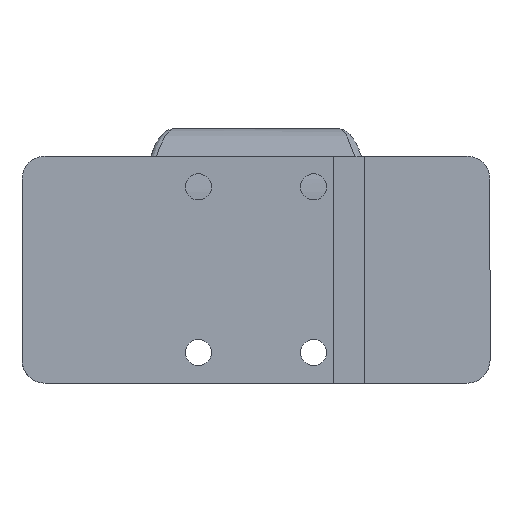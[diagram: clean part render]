
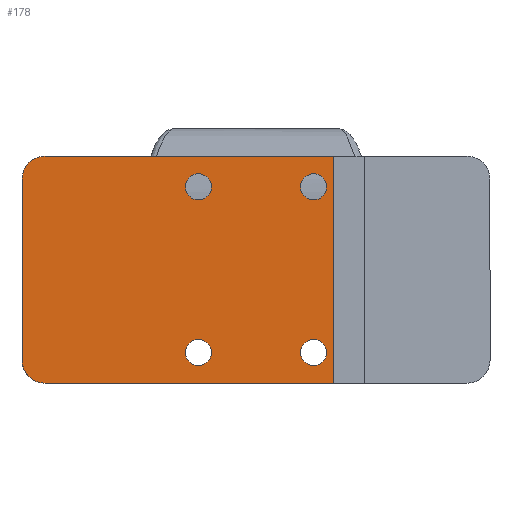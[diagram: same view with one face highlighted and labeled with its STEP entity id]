
A CAD part, left-side view. The second image highlights one B-rep face of the part: STEP entity #178.
In plain terms, the highlighted planar face has unit normal (-1, 0, 0).
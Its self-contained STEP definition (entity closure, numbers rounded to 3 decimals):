
#55 = VERTEX_POINT ( 'NONE', #5213 ) ;
#125 = ORIENTED_EDGE ( 'NONE', *, *, #6109, .F. ) ;
#148 = CARTESIAN_POINT ( 'NONE',  ( -5., -23.2, -76.511 ) ) ;
#158 = VERTEX_POINT ( 'NONE', #1529 ) ;
#178 = ADVANCED_FACE ( 'NONE', ( #6331, #824, #4121, #5740, #6295 ), #3099, .F. ) ;
#186 = DIRECTION ( 'NONE',  ( -1., 0., 0. ) ) ;
#247 = DIRECTION ( 'NONE',  ( 0., 0., 1. ) ) ;
#293 = DIRECTION ( 'NONE',  ( -1., 0., 0. ) ) ;
#296 = CARTESIAN_POINT ( 'NONE',  ( -5., -23.2, -46.911 ) ) ;
#301 = AXIS2_PLACEMENT_3D ( 'NONE', #444, #485, #1057 ) ;
#328 = DIRECTION ( 'NONE',  ( 0., 0., 1. ) ) ;
#393 = EDGE_CURVE ( 'NONE', #3510, #2709, #1917, .T. ) ;
#444 = CARTESIAN_POINT ( 'NONE',  ( -5., -20.6, -50.911 ) ) ;
#485 = DIRECTION ( 'NONE',  ( -1., 0., 0. ) ) ;
#559 = DIRECTION ( 'NONE',  ( 0., -1., 0. ) ) ;
#575 = EDGE_CURVE ( 'NONE', #2417, #6968, #1674, .T. ) ;
#653 = LINE ( 'NONE', #4614, #5579 ) ;
#658 = DIRECTION ( 'NONE',  ( 0., 0., 1. ) ) ;
#678 = CARTESIAN_POINT ( 'NONE',  ( -5., -5.6, -74.211 ) ) ;
#747 = CARTESIAN_POINT ( 'NONE',  ( -5., -36.6, -24.75 ) ) ;
#756 = EDGE_CURVE ( 'NONE', #3209, #158, #4948, .T. ) ;
#760 = EDGE_LOOP ( 'NONE', ( #3707, #5185, #3393, #5664, #1762, #5546 ) ) ;
#792 = CARTESIAN_POINT ( 'NONE',  ( -5., -5.6, -50.911 ) ) ;
#817 = LINE ( 'NONE', #3028, #4173 ) ;
#824 = FACE_BOUND ( 'NONE', #4600, .T. ) ;
#855 = DIRECTION ( 'NONE',  ( 0., 0., -1. ) ) ;
#878 = EDGE_LOOP ( 'NONE', ( #2560, #4141 ) ) ;
#903 = DIRECTION ( 'NONE',  ( 0., 0., -1. ) ) ;
#914 = DIRECTION ( 'NONE',  ( 0., 0., -1. ) ) ;
#996 = EDGE_LOOP ( 'NONE', ( #5711, #125 ) ) ;
#1041 = CIRCLE ( 'NONE', #3129, 1.7 ) ;
#1057 = DIRECTION ( 'NONE',  ( 0., 0., 1. ) ) ;
#1068 = CARTESIAN_POINT ( 'NONE',  ( -5., -5.6, -72.511 ) ) ;
#1157 = EDGE_CURVE ( 'NONE', #5596, #4557, #4495, .T. ) ;
#1185 = CARTESIAN_POINT ( 'NONE',  ( -5., 17.4, -49.911 ) ) ;
#1203 = CARTESIAN_POINT ( 'NONE',  ( -5., -5.6, -49.211 ) ) ;
#1371 = AXIS2_PLACEMENT_3D ( 'NONE', #5090, #4441, #658 ) ;
#1504 = EDGE_CURVE ( 'NONE', #55, #4030, #7066, .T. ) ;
#1529 = CARTESIAN_POINT ( 'NONE',  ( -5., -20.6, -74.211 ) ) ;
#1619 = ORIENTED_EDGE ( 'NONE', *, *, #1504, .F. ) ;
#1674 = LINE ( 'NONE', #5433, #6128 ) ;
#1762 = ORIENTED_EDGE ( 'NONE', *, *, #4883, .T. ) ;
#1889 = CARTESIAN_POINT ( 'NONE',  ( -5., -20.6, -70.811 ) ) ;
#1917 = CIRCLE ( 'NONE', #2848, 1.7 ) ;
#2001 = CARTESIAN_POINT ( 'NONE',  ( -5., -20.6, -72.511 ) ) ;
#2084 = DIRECTION ( 'NONE',  ( -1., 0., 0. ) ) ;
#2293 = VERTEX_POINT ( 'NONE', #1185 ) ;
#2417 = VERTEX_POINT ( 'NONE', #296 ) ;
#2433 = AXIS2_PLACEMENT_3D ( 'NONE', #6625, #7068, #4897 ) ;
#2493 = DIRECTION ( 'NONE',  ( -1., 0., 0. ) ) ;
#2560 = ORIENTED_EDGE ( 'NONE', *, *, #3292, .F. ) ;
#2709 = VERTEX_POINT ( 'NONE', #6536 ) ;
#2767 = VECTOR ( 'NONE', #559, 1000. ) ;
#2848 = AXIS2_PLACEMENT_3D ( 'NONE', #1068, #2084, #5923 ) ;
#2982 = VERTEX_POINT ( 'NONE', #6386 ) ;
#3028 = CARTESIAN_POINT ( 'NONE',  ( -5., -23.2, -76.511 ) ) ;
#3099 = PLANE ( 'NONE',  #3432 ) ;
#3118 = CIRCLE ( 'NONE', #7203, 3. ) ;
#3129 = AXIS2_PLACEMENT_3D ( 'NONE', #792, #2493, #3626 ) ;
#3130 = CARTESIAN_POINT ( 'NONE',  ( -5., 14.4, -73.511 ) ) ;
#3151 = CARTESIAN_POINT ( 'NONE',  ( -5., 14.4, -49.911 ) ) ;
#3161 = DIRECTION ( 'NONE',  ( -1., 0., 0. ) ) ;
#3209 = VERTEX_POINT ( 'NONE', #1889 ) ;
#3227 = AXIS2_PLACEMENT_3D ( 'NONE', #3151, #4133, #903 ) ;
#3292 = EDGE_CURVE ( 'NONE', #2709, #3510, #5684, .T. ) ;
#3393 = ORIENTED_EDGE ( 'NONE', *, *, #4161, .T. ) ;
#3432 = AXIS2_PLACEMENT_3D ( 'NONE', #747, #5889, #5182 ) ;
#3462 = ORIENTED_EDGE ( 'NONE', *, *, #3683, .F. ) ;
#3494 = CARTESIAN_POINT ( 'NONE',  ( -5., -5.6, -72.511 ) ) ;
#3510 = VERTEX_POINT ( 'NONE', #678 ) ;
#3519 = CARTESIAN_POINT ( 'NONE',  ( -5., -20.6, -49.211 ) ) ;
#3626 = DIRECTION ( 'NONE',  ( 0., 0., 1. ) ) ;
#3683 = EDGE_CURVE ( 'NONE', #4030, #55, #4852, .T. ) ;
#3707 = ORIENTED_EDGE ( 'NONE', *, *, #6856, .F. ) ;
#4030 = VERTEX_POINT ( 'NONE', #3519 ) ;
#4121 = FACE_BOUND ( 'NONE', #4746, .T. ) ;
#4133 = DIRECTION ( 'NONE',  ( -1., 0., 0. ) ) ;
#4141 = ORIENTED_EDGE ( 'NONE', *, *, #393, .F. ) ;
#4161 = EDGE_CURVE ( 'NONE', #6968, #2293, #4521, .T. ) ;
#4173 = VECTOR ( 'NONE', #855, 1000. ) ;
#4441 = DIRECTION ( 'NONE',  ( -1., 0., 0. ) ) ;
#4449 = DIRECTION ( 'NONE',  ( 0., 1., 0. ) ) ;
#4486 = CARTESIAN_POINT ( 'NONE',  ( -5., -5.6, -52.611 ) ) ;
#4495 = CIRCLE ( 'NONE', #5186, 1.7 ) ;
#4515 = AXIS2_PLACEMENT_3D ( 'NONE', #3494, #186, #328 ) ;
#4521 = CIRCLE ( 'NONE', #3227, 3. ) ;
#4557 = VERTEX_POINT ( 'NONE', #4486 ) ;
#4600 = EDGE_LOOP ( 'NONE', ( #3462, #1619 ) ) ;
#4614 = CARTESIAN_POINT ( 'NONE',  ( -5., 17.4, -24.75 ) ) ;
#4617 = EDGE_CURVE ( 'NONE', #2982, #5486, #6103, .T. ) ;
#4685 = CARTESIAN_POINT ( 'NONE',  ( -5., -5.6, -50.911 ) ) ;
#4738 = CARTESIAN_POINT ( 'NONE',  ( -5., 17.4, -73.511 ) ) ;
#4746 = EDGE_LOOP ( 'NONE', ( #5149, #4934 ) ) ;
#4760 = CIRCLE ( 'NONE', #2433, 1.7 ) ;
#4852 = CIRCLE ( 'NONE', #1371, 1.7 ) ;
#4883 = EDGE_CURVE ( 'NONE', #6866, #2982, #3118, .T. ) ;
#4897 = DIRECTION ( 'NONE',  ( 0., 0., 1. ) ) ;
#4934 = ORIENTED_EDGE ( 'NONE', *, *, #6327, .F. ) ;
#4948 = CIRCLE ( 'NONE', #6360, 1.7 ) ;
#5090 = CARTESIAN_POINT ( 'NONE',  ( -5., -20.6, -50.911 ) ) ;
#5149 = ORIENTED_EDGE ( 'NONE', *, *, #756, .F. ) ;
#5182 = DIRECTION ( 'NONE',  ( 0., 1., 0. ) ) ;
#5185 = ORIENTED_EDGE ( 'NONE', *, *, #575, .T. ) ;
#5186 = AXIS2_PLACEMENT_3D ( 'NONE', #4685, #6889, #247 ) ;
#5213 = CARTESIAN_POINT ( 'NONE',  ( -5., -20.6, -52.611 ) ) ;
#5433 = CARTESIAN_POINT ( 'NONE',  ( -5., 17.4, -46.911 ) ) ;
#5486 = VERTEX_POINT ( 'NONE', #148 ) ;
#5541 = CARTESIAN_POINT ( 'NONE',  ( -5., -36.6, -76.511 ) ) ;
#5546 = ORIENTED_EDGE ( 'NONE', *, *, #4617, .T. ) ;
#5579 = VECTOR ( 'NONE', #5753, 1000. ) ;
#5596 = VERTEX_POINT ( 'NONE', #1203 ) ;
#5664 = ORIENTED_EDGE ( 'NONE', *, *, #6005, .T. ) ;
#5684 = CIRCLE ( 'NONE', #4515, 1.7 ) ;
#5711 = ORIENTED_EDGE ( 'NONE', *, *, #1157, .F. ) ;
#5740 = FACE_BOUND ( 'NONE', #996, .T. ) ;
#5753 = DIRECTION ( 'NONE',  ( 0., 0., -1. ) ) ;
#5889 = DIRECTION ( 'NONE',  ( 1., 0., 0. ) ) ;
#5923 = DIRECTION ( 'NONE',  ( 0., 0., 1. ) ) ;
#6005 = EDGE_CURVE ( 'NONE', #2293, #6866, #653, .T. ) ;
#6103 = LINE ( 'NONE', #5541, #2767 ) ;
#6109 = EDGE_CURVE ( 'NONE', #4557, #5596, #1041, .T. ) ;
#6128 = VECTOR ( 'NONE', #4449, 1000. ) ;
#6295 = FACE_OUTER_BOUND ( 'NONE', #760, .T. ) ;
#6327 = EDGE_CURVE ( 'NONE', #158, #3209, #4760, .T. ) ;
#6331 = FACE_BOUND ( 'NONE', #878, .T. ) ;
#6360 = AXIS2_PLACEMENT_3D ( 'NONE', #2001, #3161, #6932 ) ;
#6386 = CARTESIAN_POINT ( 'NONE',  ( -5., 14.4, -76.511 ) ) ;
#6536 = CARTESIAN_POINT ( 'NONE',  ( -5., -5.6, -70.811 ) ) ;
#6625 = CARTESIAN_POINT ( 'NONE',  ( -5., -20.6, -72.511 ) ) ;
#6856 = EDGE_CURVE ( 'NONE', #2417, #5486, #817, .T. ) ;
#6866 = VERTEX_POINT ( 'NONE', #4738 ) ;
#6889 = DIRECTION ( 'NONE',  ( -1., 0., 0. ) ) ;
#6932 = DIRECTION ( 'NONE',  ( 0., 0., 1. ) ) ;
#6962 = CARTESIAN_POINT ( 'NONE',  ( -5., 14.4, -46.911 ) ) ;
#6968 = VERTEX_POINT ( 'NONE', #6962 ) ;
#7066 = CIRCLE ( 'NONE', #301, 1.7 ) ;
#7068 = DIRECTION ( 'NONE',  ( -1., 0., 0. ) ) ;
#7203 = AXIS2_PLACEMENT_3D ( 'NONE', #3130, #293, #914 ) ;
